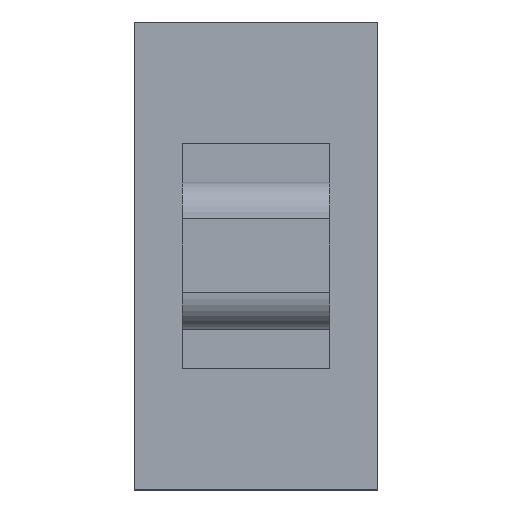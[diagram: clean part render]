
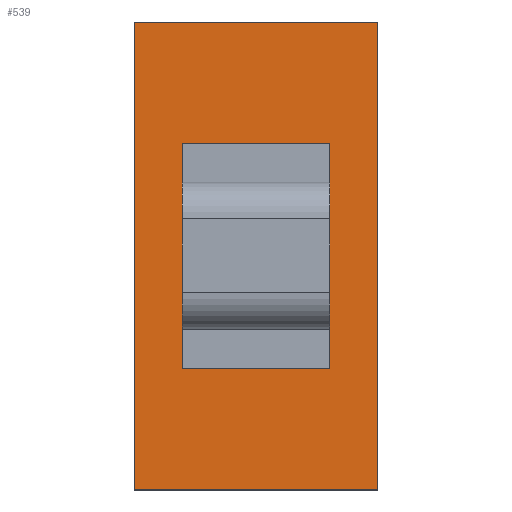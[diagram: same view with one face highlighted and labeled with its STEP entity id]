
A CAD part, top view. The second image highlights one B-rep face of the part: STEP entity #539.
In plain terms, the highlighted planar face has unit normal (0, 0, 1).
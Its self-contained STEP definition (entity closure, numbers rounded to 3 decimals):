
#465=AXIS2_PLACEMENT_3D('Plane Axis2P3D',#462,#463,#464) ;
#149=CARTESIAN_POINT('Vertex',(3.3,6.35,6.35)) ;
#156=CARTESIAN_POINT('Vertex',(-3.3,6.35,6.35)) ;
#159=CARTESIAN_POINT('Line Origine',(0.,6.35,6.35)) ;
#187=CARTESIAN_POINT('Vertex',(-3.3,-6.35,6.35)) ;
#190=CARTESIAN_POINT('Line Origine',(-3.3,0.,6.35)) ;
#218=CARTESIAN_POINT('Vertex',(3.3,-6.35,6.35)) ;
#221=CARTESIAN_POINT('Line Origine',(0.,-6.35,6.35)) ;
#245=CARTESIAN_POINT('Line Origine',(3.3,0.,6.35)) ;
#462=CARTESIAN_POINT('Axis2P3D Location',(0.,0.,6.35)) ;
#473=CARTESIAN_POINT('Line Origine',(2.,2.525,6.35)) ;
#477=CARTESIAN_POINT('Vertex',(2.,2.,6.35)) ;
#479=CARTESIAN_POINT('Vertex',(2.,3.05,6.35)) ;
#482=CARTESIAN_POINT('Line Origine',(2.,0.,6.35)) ;
#486=CARTESIAN_POINT('Vertex',(2.,-2.,6.35)) ;
#489=CARTESIAN_POINT('Line Origine',(2.,-2.525,6.35)) ;
#493=CARTESIAN_POINT('Vertex',(2.,-3.05,6.35)) ;
#496=CARTESIAN_POINT('Line Origine',(0.,-3.05,6.35)) ;
#500=CARTESIAN_POINT('Vertex',(-2.,-3.05,6.35)) ;
#503=CARTESIAN_POINT('Line Origine',(-2.,-2.525,6.35)) ;
#507=CARTESIAN_POINT('Vertex',(-2.,-2.,6.35)) ;
#510=CARTESIAN_POINT('Line Origine',(-2.,0.,6.35)) ;
#514=CARTESIAN_POINT('Vertex',(-2.,2.,6.35)) ;
#517=CARTESIAN_POINT('Line Origine',(-2.,2.525,6.35)) ;
#521=CARTESIAN_POINT('Vertex',(-2.,3.05,6.35)) ;
#524=CARTESIAN_POINT('Line Origine',(0.,3.05,6.35)) ;
#160=DIRECTION('Vector Direction',(1.,0.,0.)) ;
#191=DIRECTION('Vector Direction',(0.,1.,0.)) ;
#222=DIRECTION('Vector Direction',(-1.,0.,0.)) ;
#246=DIRECTION('Vector Direction',(0.,-1.,0.)) ;
#463=DIRECTION('Axis2P3D Direction',(0.,0.,1.)) ;
#464=DIRECTION('Axis2P3D XDirection',(1.,0.,0.)) ;
#474=DIRECTION('Vector Direction',(0.,1.,0.)) ;
#483=DIRECTION('Vector Direction',(0.,1.,0.)) ;
#490=DIRECTION('Vector Direction',(0.,1.,0.)) ;
#497=DIRECTION('Vector Direction',(-1.,0.,0.)) ;
#504=DIRECTION('Vector Direction',(0.,-1.,0.)) ;
#511=DIRECTION('Vector Direction',(0.,-1.,0.)) ;
#518=DIRECTION('Vector Direction',(0.,-1.,0.)) ;
#525=DIRECTION('Vector Direction',(1.,0.,0.)) ;
#161=VECTOR('Line Direction',#160,1.) ;
#192=VECTOR('Line Direction',#191,1.) ;
#223=VECTOR('Line Direction',#222,1.) ;
#247=VECTOR('Line Direction',#246,1.) ;
#475=VECTOR('Line Direction',#474,1.) ;
#484=VECTOR('Line Direction',#483,1.) ;
#491=VECTOR('Line Direction',#490,1.) ;
#498=VECTOR('Line Direction',#497,1.) ;
#505=VECTOR('Line Direction',#504,1.) ;
#512=VECTOR('Line Direction',#511,1.) ;
#519=VECTOR('Line Direction',#518,1.) ;
#526=VECTOR('Line Direction',#525,1.) ;
#468=ORIENTED_EDGE('',*,*,#163,.T.) ;
#469=ORIENTED_EDGE('',*,*,#194,.T.) ;
#470=ORIENTED_EDGE('',*,*,#225,.T.) ;
#471=ORIENTED_EDGE('',*,*,#249,.T.) ;
#530=ORIENTED_EDGE('',*,*,#481,.F.) ;
#531=ORIENTED_EDGE('',*,*,#488,.F.) ;
#532=ORIENTED_EDGE('',*,*,#495,.F.) ;
#533=ORIENTED_EDGE('',*,*,#502,.F.) ;
#534=ORIENTED_EDGE('',*,*,#509,.F.) ;
#535=ORIENTED_EDGE('',*,*,#516,.F.) ;
#536=ORIENTED_EDGE('',*,*,#523,.F.) ;
#537=ORIENTED_EDGE('',*,*,#528,.F.) ;
#538=FACE_BOUND('',#529,.T.) ;
#539=ADVANCED_FACE('',(#472,#538),#466,.T.) ;
#163=EDGE_CURVE('',#150,#157,#162,.F.) ;
#194=EDGE_CURVE('',#157,#188,#193,.F.) ;
#225=EDGE_CURVE('',#188,#219,#224,.F.) ;
#249=EDGE_CURVE('',#219,#150,#248,.F.) ;
#481=EDGE_CURVE('',#478,#480,#476,.T.) ;
#488=EDGE_CURVE('',#487,#478,#485,.T.) ;
#495=EDGE_CURVE('',#494,#487,#492,.T.) ;
#502=EDGE_CURVE('',#501,#494,#499,.F.) ;
#509=EDGE_CURVE('',#508,#501,#506,.T.) ;
#516=EDGE_CURVE('',#515,#508,#513,.T.) ;
#523=EDGE_CURVE('',#522,#515,#520,.T.) ;
#528=EDGE_CURVE('',#480,#522,#527,.F.) ;
#467=EDGE_LOOP('',(#468,#469,#470,#471)) ;
#529=EDGE_LOOP('',(#530,#531,#532,#533,#534,#535,#536,#537)) ;
#472=FACE_OUTER_BOUND('',#467,.T.) ;
#162=LINE('Line',#159,#161) ;
#193=LINE('Line',#190,#192) ;
#224=LINE('Line',#221,#223) ;
#248=LINE('Line',#245,#247) ;
#476=LINE('Line',#473,#475) ;
#485=LINE('Line',#482,#484) ;
#492=LINE('Line',#489,#491) ;
#499=LINE('Line',#496,#498) ;
#506=LINE('Line',#503,#505) ;
#513=LINE('Line',#510,#512) ;
#520=LINE('Line',#517,#519) ;
#527=LINE('Line',#524,#526) ;
#466=PLANE('Plane',#465) ;
#150=VERTEX_POINT('',#149) ;
#157=VERTEX_POINT('',#156) ;
#188=VERTEX_POINT('',#187) ;
#219=VERTEX_POINT('',#218) ;
#478=VERTEX_POINT('',#477) ;
#480=VERTEX_POINT('',#479) ;
#487=VERTEX_POINT('',#486) ;
#494=VERTEX_POINT('',#493) ;
#501=VERTEX_POINT('',#500) ;
#508=VERTEX_POINT('',#507) ;
#515=VERTEX_POINT('',#514) ;
#522=VERTEX_POINT('',#521) ;
